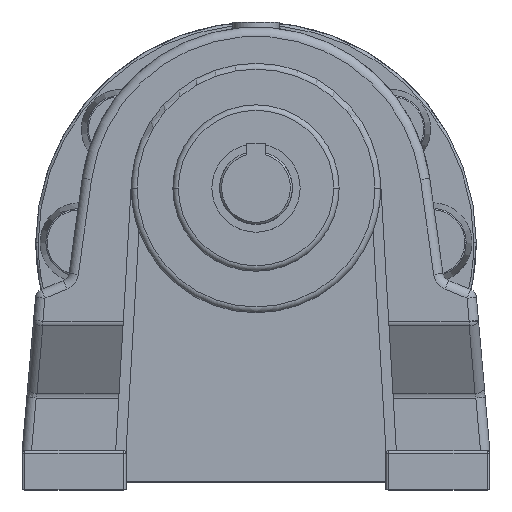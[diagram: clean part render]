
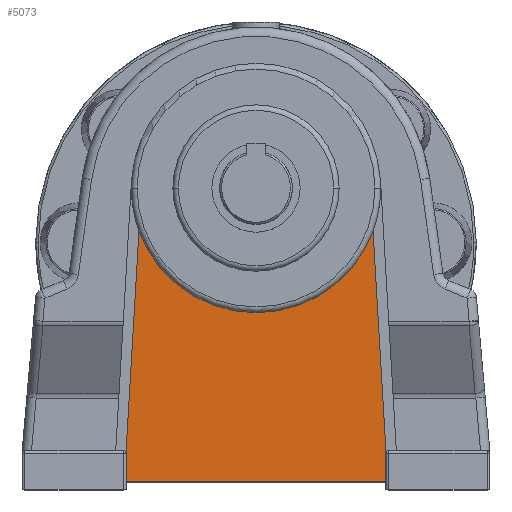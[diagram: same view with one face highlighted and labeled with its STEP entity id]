
A CAD part, top view. The second image highlights one B-rep face of the part: STEP entity #5073.
In plain terms, the highlighted planar face has unit normal (0, 0, 1).
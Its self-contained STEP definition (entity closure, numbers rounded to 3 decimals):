
#203 = DIRECTION ( 'NONE',  ( 0., 0., -1. ) ) ;
#239 = AXIS2_PLACEMENT_3D ( 'NONE', #3742, #203, #4323 ) ;
#748 = DIRECTION ( 'NONE',  ( 0., 0., 1. ) ) ;
#815 = CARTESIAN_POINT ( 'NONE',  ( -50., -113., -10.417 ) ) ;
#840 = EDGE_CURVE ( 'NONE', #1611, #2450, #4689, .T. ) ;
#994 = VERTEX_POINT ( 'NONE', #6180 ) ;
#1152 = EDGE_LOOP ( 'NONE', ( #7275, #4290, #5177, #1757, #5293, #6573 ) ) ;
#1263 = CARTESIAN_POINT ( 'NONE',  ( 50., -113., -10.417 ) ) ;
#1328 = DIRECTION ( 'NONE',  ( -0.058, -0.998, 0. ) ) ;
#1429 = DIRECTION ( 'NONE',  ( 1., 0., 0. ) ) ;
#1466 = CARTESIAN_POINT ( 'NONE',  ( -50., -113., -10.417 ) ) ;
#1611 = VERTEX_POINT ( 'NONE', #815 ) ;
#1757 = ORIENTED_EDGE ( 'NONE', *, *, #2003, .T. ) ;
#1793 = VECTOR ( 'NONE', #1328, 1000. ) ;
#2003 = EDGE_CURVE ( 'NONE', #2346, #7061, #4569, .T. ) ;
#2154 = LINE ( 'NONE', #7093, #3539 ) ;
#2248 = EDGE_CURVE ( 'NONE', #5341, #1611, #5871, .T. ) ;
#2330 = CARTESIAN_POINT ( 'NONE',  ( 50., -101., -10.417 ) ) ;
#2346 = VERTEX_POINT ( 'NONE', #4065 ) ;
#2351 = LINE ( 'NONE', #5351, #1793 ) ;
#2450 = VERTEX_POINT ( 'NONE', #1263 ) ;
#2554 = VECTOR ( 'NONE', #5176, 1000. ) ;
#2954 = DIRECTION ( 'NONE',  ( 0., 1., 0. ) ) ;
#3130 = VECTOR ( 'NONE', #4412, 1000. ) ;
#3539 = VECTOR ( 'NONE', #2954, 1000. ) ;
#3545 = DIRECTION ( 'NONE',  ( -0.058, 0.998, 0. ) ) ;
#3742 = CARTESIAN_POINT ( 'NONE',  ( 0., 0., -10.417 ) ) ;
#3884 = EDGE_CURVE ( 'NONE', #994, #5341, #2351, .T. ) ;
#4065 = CARTESIAN_POINT ( 'NONE',  ( 50., -101., -10.417 ) ) ;
#4073 = FACE_OUTER_BOUND ( 'NONE', #1152, .T. ) ;
#4169 = PLANE ( 'NONE',  #4605 ) ;
#4215 = EDGE_CURVE ( 'NONE', #2450, #2346, #2154, .T. ) ;
#4290 = ORIENTED_EDGE ( 'NONE', *, *, #840, .T. ) ;
#4323 = DIRECTION ( 'NONE',  ( 1., 0., 0. ) ) ;
#4412 = DIRECTION ( 'NONE',  ( 1., 0., 0. ) ) ;
#4505 = CARTESIAN_POINT ( 'NONE',  ( -50., -101., -10.417 ) ) ;
#4569 = LINE ( 'NONE', #2330, #5219 ) ;
#4605 = AXIS2_PLACEMENT_3D ( 'NONE', #5399, #748, #1429 ) ;
#4689 = LINE ( 'NONE', #1466, #3130 ) ;
#5028 = CARTESIAN_POINT ( 'NONE',  ( 45.053, -16.561, -10.417 ) ) ;
#5073 = ADVANCED_FACE ( 'NONE', ( #4073 ), #4169, .T. ) ;
#5176 = DIRECTION ( 'NONE',  ( 0., -1., 0. ) ) ;
#5177 = ORIENTED_EDGE ( 'NONE', *, *, #4215, .T. ) ;
#5219 = VECTOR ( 'NONE', #3545, 1000. ) ;
#5293 = ORIENTED_EDGE ( 'NONE', *, *, #7531, .T. ) ;
#5341 = VERTEX_POINT ( 'NONE', #7479 ) ;
#5351 = CARTESIAN_POINT ( 'NONE',  ( -45.053, -16.561, -10.417 ) ) ;
#5399 = CARTESIAN_POINT ( 'NONE',  ( 0., 0., -10.417 ) ) ;
#5871 = LINE ( 'NONE', #4505, #2554 ) ;
#5884 = CIRCLE ( 'NONE', #239, 48. ) ;
#6180 = CARTESIAN_POINT ( 'NONE',  ( -45.053, -16.561, -10.417 ) ) ;
#6573 = ORIENTED_EDGE ( 'NONE', *, *, #3884, .T. ) ;
#7061 = VERTEX_POINT ( 'NONE', #5028 ) ;
#7093 = CARTESIAN_POINT ( 'NONE',  ( 50., -113., -10.417 ) ) ;
#7275 = ORIENTED_EDGE ( 'NONE', *, *, #2248, .T. ) ;
#7479 = CARTESIAN_POINT ( 'NONE',  ( -50., -101., -10.417 ) ) ;
#7531 = EDGE_CURVE ( 'NONE', #7061, #994, #5884, .T. ) ;
